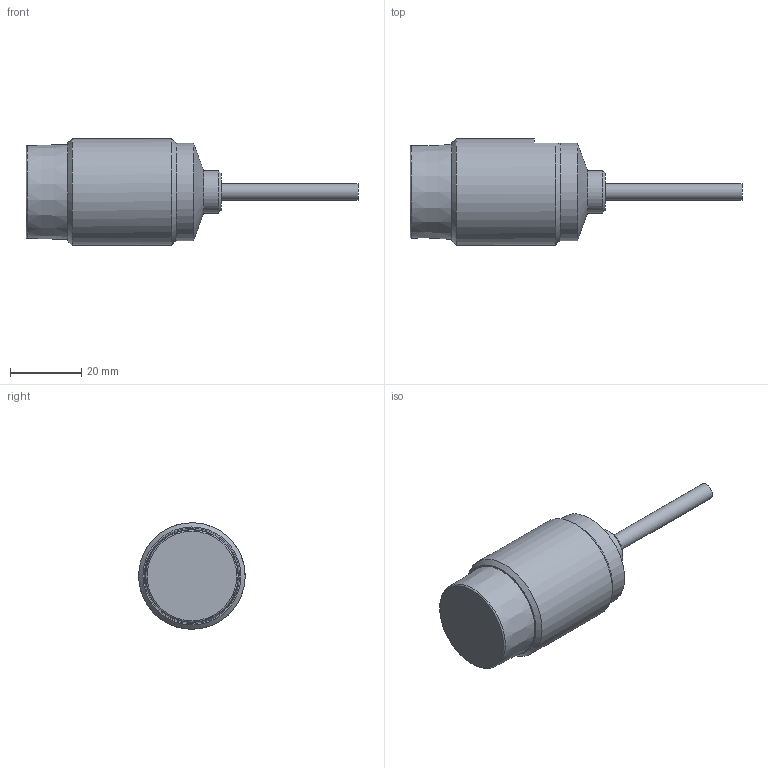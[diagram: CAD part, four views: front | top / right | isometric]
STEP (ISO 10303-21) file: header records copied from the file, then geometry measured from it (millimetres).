
FILE_DESCRIPTION(/* description */ (''),/* implementation_level */ '2;1');
FILE_NAME(/* name */ 'V3T1_4A_fig',/* time_stamp */ '2017-05-15T18:12:10+02:00',/* author */ ('GDA'),/* organization */ ('MD Microdetectors'),/* preprocessor_version */ 'ST-DEVELOPER v16.7',/* originating_system */ 'DEX',/* authorisation */ $);
FILE_SCHEMA (('AUTOMOTIVE_DESIGN {1 0 10303 214 3 1 1}'));
Length unit declared in the file: millimetre
Products named in the file (1): V3T1_4A_fig
Bounding box: 93.5 x 29.95 x 29.99 mm (x, y, z)
Volume: 32775.3 mm3; surface area: 7402.6 mm2
Topology: 1 solids, 2 shells, 24 faces, 46 edges, 30 vertices
Faces by surface type: plane 9, cone 8, cylinder 6, torus 1
Full cylindrical faces by diameter (mm): 2.6 x1, 4.7 x1, 12 x1, 27.5 x1, 30 x1
Entity records: 688 total; most frequent: DIRECTION 93, CARTESIAN_POINT 90, ORIENTED_EDGE 52, AXIS2_PLACEMENT_3D 45, EDGE_LOOP 41, FACE_BOUND 41, EDGE_CURVE 26, STYLED_ITEM 24
